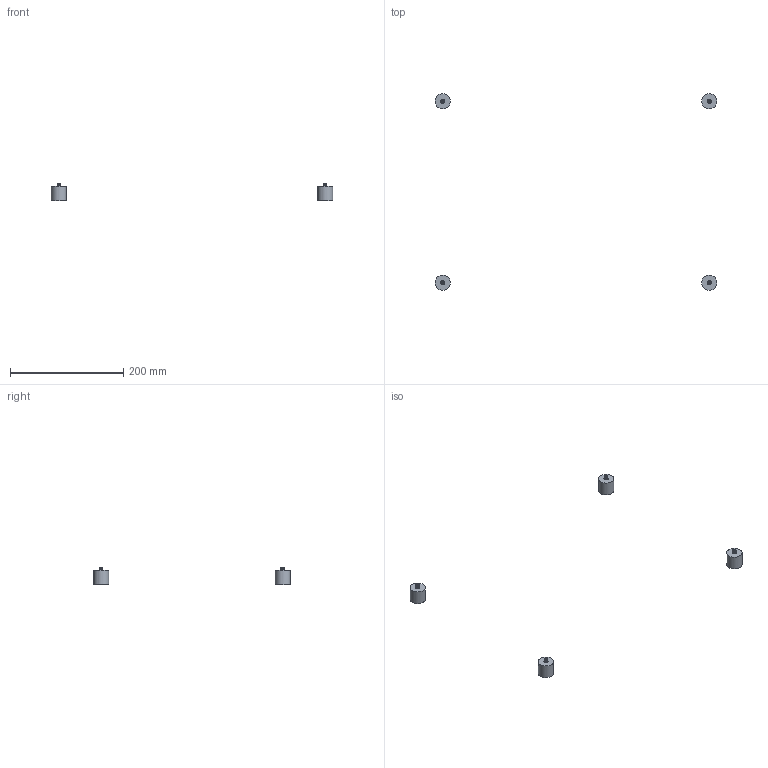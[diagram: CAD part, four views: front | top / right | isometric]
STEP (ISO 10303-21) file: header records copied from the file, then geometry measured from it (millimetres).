
FILE_DESCRIPTION(/* description */ (''),/* implementation_level */ '2;1');
FILE_NAME(/* name */ 'Sorbothane Feet(AV4-M).step',/* time_stamp */ '2024-06-17T21:31:06-04:00',/* author */ (''),/* organization */ (''),/* preprocessor_version */ 'ST-DEVELOPER v20',/* originating_system */ 'Autodesk Translation Framework v12.20.1.177',/* authorisation */ '');
FILE_SCHEMA (('AUTOMOTIVE_DESIGN { 1 0 10303 214 3 1 1 }'));
Length unit declared in the file: millimetre
Products named in the file (4): Sorbothane Feet(AV4/M); Sorbothane Foot; 116701 - Sorbothane Bumper 27mm x 1.0 70 Duro M6 Thread_For ESD; 99642A124_Alloy Steel Cup-Point Set Screw
Assembly tree (3 placements, depth 3):
  Sorbothane Feet(AV4/M)
    Sorbothane Foot
      116701 - Sorbothane Bumper 27mm x 1.0 70 Duro M6 Thread_For ESD
      99642A124_Alloy Steel Cup-Point Set Screw
Bounding box: 497 x 347.01 x 31.4 mm (x, y, z)
Volume: 58135.7 mm3; surface area: 17133.5 mm2
Topology: 10 solids, 10 shells, 212 faces, 500 edges, 308 vertices
Faces by surface type: cylinder 92, plane 68, cone 40, bspline 12
Full cylindrical faces by diameter (mm): 6 x74, 7.5 x6, 27 x4
Entity records: 22475 total; most frequent: CARTESIAN_POINT 17983, ORIENTED_EDGE 984, DIRECTION 790, EDGE_CURVE 492, VERTEX_POINT 308, AXIS2_PLACEMENT_3D 307, EDGE_LOOP 224, FACE_OUTER_BOUND 212
